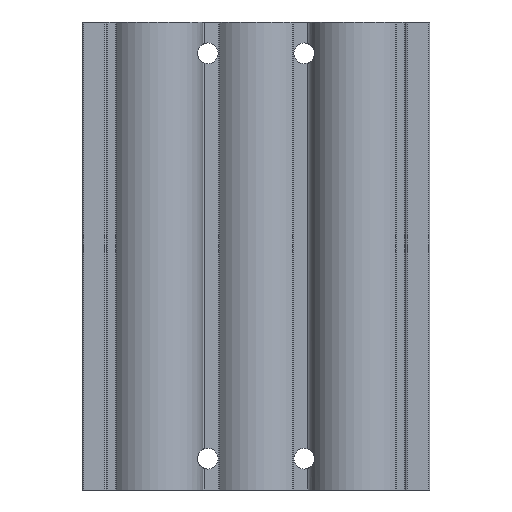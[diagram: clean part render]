
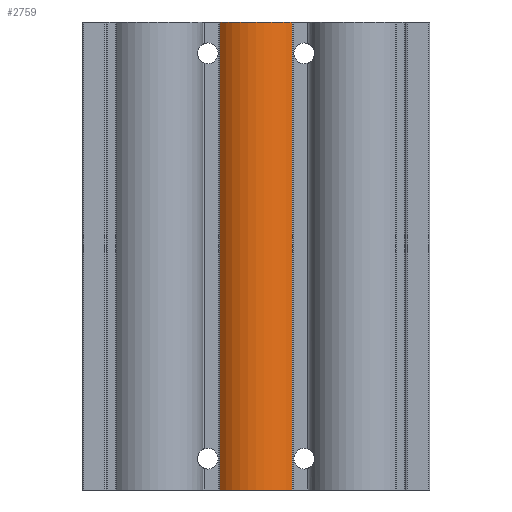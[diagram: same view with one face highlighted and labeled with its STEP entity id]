
A CAD part, front view. The second image highlights one B-rep face of the part: STEP entity #2759.
In plain terms, the highlighted cylindrical face has radius 10 mm (diameter 20 mm), a partial arc.
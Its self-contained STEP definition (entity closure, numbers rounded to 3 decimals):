
#89 = DIRECTION ( 'NONE',  ( 0., 0., 1. ) ) ;
#92 = CARTESIAN_POINT ( 'NONE',  ( 7.511, -6.602, -97. ) ) ;
#97 = DIRECTION ( 'NONE',  ( 1., 0., 0. ) ) ;
#100 = DIRECTION ( 'NONE',  ( 0., 0., 1. ) ) ;
#103 = CARTESIAN_POINT ( 'NONE',  ( 0., 0., -97. ) ) ;
#109 = DIRECTION ( 'NONE',  ( 0., 0., -1. ) ) ;
#112 = CARTESIAN_POINT ( 'NONE',  ( -7.511, -6.602, -97. ) ) ;
#118 = DIRECTION ( 'NONE',  ( 1., 0., 0. ) ) ;
#121 = DIRECTION ( 'NONE',  ( 0., 0., 1. ) ) ;
#124 = CARTESIAN_POINT ( 'NONE',  ( 0., 0., 0. ) ) ;
#765 = ORIENTED_EDGE ( 'NONE', *, *, #6096, .T. ) ;
#835 = EDGE_LOOP ( 'NONE', ( #1031, #1030, #1029, #765 ) ) ;
#1029 = ORIENTED_EDGE ( 'NONE', *, *, #6095, .T. ) ;
#1030 = ORIENTED_EDGE ( 'NONE', *, *, #6094, .T. ) ;
#1031 = ORIENTED_EDGE ( 'NONE', *, *, #6093, .F. ) ;
#1145 = VERTEX_POINT ( 'NONE', #5587 ) ;
#1146 = VERTEX_POINT ( 'NONE', #5586 ) ;
#1148 = VERTEX_POINT ( 'NONE', #5584 ) ;
#1149 = VERTEX_POINT ( 'NONE', #5583 ) ;
#2326 = LINE ( 'NONE', #112, #2328 ) ;
#2327 = CIRCLE ( 'NONE', #2596, 10. ) ;
#2328 = VECTOR ( 'NONE', #109, 1000. ) ;
#2329 = LINE ( 'NONE', #92, #2331 ) ;
#2330 = CIRCLE ( 'NONE', #2595, 10. ) ;
#2331 = VECTOR ( 'NONE', #89, 1000. ) ;
#2595 = AXIS2_PLACEMENT_3D ( 'NONE', #103, #100, #97 ) ;
#2596 = AXIS2_PLACEMENT_3D ( 'NONE', #124, #121, #118 ) ;
#2759 = ADVANCED_FACE ( 'NONE', ( #2796 ), #2795, .T. ) ;
#2795 = CYLINDRICAL_SURFACE ( 'NONE', #3444, 10. ) ;
#2796 = FACE_OUTER_BOUND ( 'NONE', #835, .T. ) ;
#3444 = AXIS2_PLACEMENT_3D ( 'NONE', #5454, #5453, #5451 ) ;
#5451 = DIRECTION ( 'NONE',  ( 1., 0., 0. ) ) ;
#5453 = DIRECTION ( 'NONE',  ( 0., 0., 1. ) ) ;
#5454 = CARTESIAN_POINT ( 'NONE',  ( 0., 0., -97. ) ) ;
#5583 = CARTESIAN_POINT ( 'NONE',  ( 7.511, -6.602, -97. ) ) ;
#5584 = CARTESIAN_POINT ( 'NONE',  ( -7.511, -6.602, -97. ) ) ;
#5586 = CARTESIAN_POINT ( 'NONE',  ( 7.511, -6.602, 0. ) ) ;
#5587 = CARTESIAN_POINT ( 'NONE',  ( -7.511, -6.602, 0. ) ) ;
#6093 = EDGE_CURVE ( 'NONE', #1145, #1146, #2327, .T. ) ;
#6094 = EDGE_CURVE ( 'NONE', #1145, #1148, #2326, .T. ) ;
#6095 = EDGE_CURVE ( 'NONE', #1148, #1149, #2330, .T. ) ;
#6096 = EDGE_CURVE ( 'NONE', #1149, #1146, #2329, .T. ) ;
